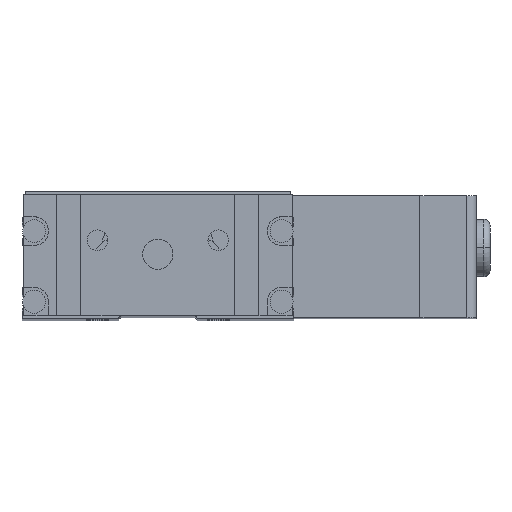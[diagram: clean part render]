
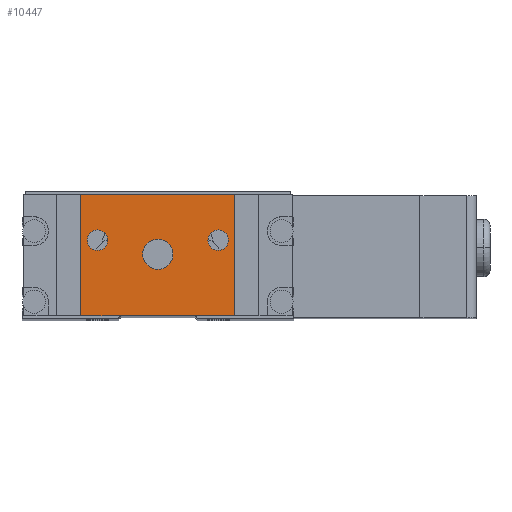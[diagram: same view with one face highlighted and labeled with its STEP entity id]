
A CAD part, top view. The second image highlights one B-rep face of the part: STEP entity #10447.
In plain terms, the highlighted planar face has unit normal (0, 0, 1).
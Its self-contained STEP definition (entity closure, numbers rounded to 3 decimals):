
#225 = CARTESIAN_POINT ( 'NONE',  ( 10., 2.33, 214.75 ) ) ;
#313 = VECTOR ( 'NONE', #6565, 1000. ) ;
#383 = DIRECTION ( 'NONE',  ( 1., 0., 0. ) ) ;
#564 = DIRECTION ( 'NONE',  ( 0., 0., 1. ) ) ;
#670 = EDGE_LOOP ( 'NONE', ( #3005, #18965, #8068, #4569 ) ) ;
#701 = VERTEX_POINT ( 'NONE', #19314 ) ;
#922 = FACE_BOUND ( 'NONE', #10327, .T. ) ;
#988 = AXIS2_PLACEMENT_3D ( 'NONE', #8381, #13573, #5676 ) ;
#1000 = VERTEX_POINT ( 'NONE', #8236 ) ;
#1224 = AXIS2_PLACEMENT_3D ( 'NONE', #12536, #564, #8140 ) ;
#1661 = CARTESIAN_POINT ( 'NONE',  ( -10., 2.33, 214.75 ) ) ;
#2070 = DIRECTION ( 'NONE',  ( 1., 0., 0. ) ) ;
#2293 = DIRECTION ( 'NONE',  ( 1., 0., 0. ) ) ;
#2421 = FACE_BOUND ( 'NONE', #4080, .T. ) ;
#3005 = ORIENTED_EDGE ( 'NONE', *, *, #17381, .T. ) ;
#3134 = VERTEX_POINT ( 'NONE', #14566 ) ;
#3221 = VECTOR ( 'NONE', #2070, 1000. ) ;
#3788 = AXIS2_PLACEMENT_3D ( 'NONE', #17372, #11458, #2293 ) ;
#3857 = EDGE_CURVE ( 'NONE', #14383, #8061, #13805, .T. ) ;
#4052 = LINE ( 'NONE', #17550, #3221 ) ;
#4080 = EDGE_LOOP ( 'NONE', ( #14670, #14906 ) ) ;
#4211 = CARTESIAN_POINT ( 'NONE',  ( 0., 0., 214.75 ) ) ;
#4214 = CARTESIAN_POINT ( 'NONE',  ( 11.7, 2.33, 214.75 ) ) ;
#4468 = CARTESIAN_POINT ( 'NONE',  ( 12.75, -10.17, 214.75 ) ) ;
#4569 = ORIENTED_EDGE ( 'NONE', *, *, #11362, .T. ) ;
#4794 = DIRECTION ( 'NONE',  ( 1., 0., 0. ) ) ;
#5175 = LINE ( 'NONE', #8073, #313 ) ;
#5676 = DIRECTION ( 'NONE',  ( 1., 0., 0. ) ) ;
#6312 = CIRCLE ( 'NONE', #19360, 1.7 ) ;
#6565 = DIRECTION ( 'NONE',  ( 0., 1., 0. ) ) ;
#6661 = CARTESIAN_POINT ( 'NONE',  ( -11.7, 2.33, 214.75 ) ) ;
#6678 = EDGE_CURVE ( 'NONE', #12072, #701, #16521, .T. ) ;
#6991 = DIRECTION ( 'NONE',  ( 1., 0., 0. ) ) ;
#7173 = VERTEX_POINT ( 'NONE', #4214 ) ;
#7301 = EDGE_CURVE ( 'NONE', #7173, #9523, #6312, .T. ) ;
#7596 = CIRCLE ( 'NONE', #1224, 1.7 ) ;
#7605 = VERTEX_POINT ( 'NONE', #14971 ) ;
#7788 = DIRECTION ( 'NONE',  ( 0., 1., 0. ) ) ;
#7969 = CIRCLE ( 'NONE', #19118, 1.7 ) ;
#8061 = VERTEX_POINT ( 'NONE', #17615 ) ;
#8068 = ORIENTED_EDGE ( 'NONE', *, *, #14275, .F. ) ;
#8073 = CARTESIAN_POINT ( 'NONE',  ( -12.75, 9.83, 214.75 ) ) ;
#8140 = DIRECTION ( 'NONE',  ( 1., 0., 0. ) ) ;
#8236 = CARTESIAN_POINT ( 'NONE',  ( -2.5, 0., 214.75 ) ) ;
#8381 = CARTESIAN_POINT ( 'NONE',  ( 0., 0., 214.75 ) ) ;
#8720 = VECTOR ( 'NONE', #7788, 1000. ) ;
#9006 = LINE ( 'NONE', #15284, #8720 ) ;
#9068 = DIRECTION ( 'NONE',  ( 0., 0., 1. ) ) ;
#9123 = DIRECTION ( 'NONE',  ( 0., 0., 1. ) ) ;
#9145 = DIRECTION ( 'NONE',  ( -1., 0., 0. ) ) ;
#9523 = VERTEX_POINT ( 'NONE', #15395 ) ;
#9569 = EDGE_CURVE ( 'NONE', #7605, #1000, #13053, .T. ) ;
#10192 = PLANE ( 'NONE',  #14995 ) ;
#10327 = EDGE_LOOP ( 'NONE', ( #15941, #17795 ) ) ;
#10447 = ADVANCED_FACE ( 'NONE', ( #12910, #18981, #2421, #922 ), #10192, .T. ) ;
#10957 = EDGE_CURVE ( 'NONE', #1000, #7605, #11815, .T. ) ;
#11362 = EDGE_CURVE ( 'NONE', #3134, #14620, #4052, .T. ) ;
#11458 = DIRECTION ( 'NONE',  ( 0., 0., 1. ) ) ;
#11815 = CIRCLE ( 'NONE', #988, 2.5 ) ;
#12072 = VERTEX_POINT ( 'NONE', #17946 ) ;
#12446 = CARTESIAN_POINT ( 'NONE',  ( -10., 2.33, 214.75 ) ) ;
#12536 = CARTESIAN_POINT ( 'NONE',  ( 10., 2.33, 214.75 ) ) ;
#12910 = FACE_BOUND ( 'NONE', #14956, .T. ) ;
#13053 = CIRCLE ( 'NONE', #3788, 2.5 ) ;
#13300 = DIRECTION ( 'NONE',  ( 0., 0., 1. ) ) ;
#13455 = EDGE_CURVE ( 'NONE', #9523, #7173, #7596, .T. ) ;
#13573 = DIRECTION ( 'NONE',  ( 0., 0., 1. ) ) ;
#13805 = CIRCLE ( 'NONE', #14109, 1.7 ) ;
#14109 = AXIS2_PLACEMENT_3D ( 'NONE', #1661, #9068, #18334 ) ;
#14248 = VECTOR ( 'NONE', #9145, 1000. ) ;
#14275 = EDGE_CURVE ( 'NONE', #3134, #701, #5175, .T. ) ;
#14383 = VERTEX_POINT ( 'NONE', #6661 ) ;
#14566 = CARTESIAN_POINT ( 'NONE',  ( -12.75, -10.17, 214.75 ) ) ;
#14620 = VERTEX_POINT ( 'NONE', #4468 ) ;
#14670 = ORIENTED_EDGE ( 'NONE', *, *, #3857, .F. ) ;
#14906 = ORIENTED_EDGE ( 'NONE', *, *, #19180, .F. ) ;
#14956 = EDGE_LOOP ( 'NONE', ( #16505, #17725 ) ) ;
#14971 = CARTESIAN_POINT ( 'NONE',  ( 2.5, 0., 214.75 ) ) ;
#14995 = AXIS2_PLACEMENT_3D ( 'NONE', #4211, #13300, #6991 ) ;
#15284 = CARTESIAN_POINT ( 'NONE',  ( 12.75, 9.83, 214.75 ) ) ;
#15395 = CARTESIAN_POINT ( 'NONE',  ( 8.3, 2.33, 214.75 ) ) ;
#15941 = ORIENTED_EDGE ( 'NONE', *, *, #9569, .F. ) ;
#16505 = ORIENTED_EDGE ( 'NONE', *, *, #13455, .F. ) ;
#16521 = LINE ( 'NONE', #18017, #14248 ) ;
#17372 = CARTESIAN_POINT ( 'NONE',  ( 0., 0., 214.75 ) ) ;
#17381 = EDGE_CURVE ( 'NONE', #14620, #12072, #9006, .T. ) ;
#17550 = CARTESIAN_POINT ( 'NONE',  ( -22.25, -10.17, 214.75 ) ) ;
#17615 = CARTESIAN_POINT ( 'NONE',  ( -8.3, 2.33, 214.75 ) ) ;
#17725 = ORIENTED_EDGE ( 'NONE', *, *, #7301, .F. ) ;
#17795 = ORIENTED_EDGE ( 'NONE', *, *, #10957, .F. ) ;
#17946 = CARTESIAN_POINT ( 'NONE',  ( 12.75, 9.83, 214.75 ) ) ;
#18017 = CARTESIAN_POINT ( 'NONE',  ( -22.25, 9.83, 214.75 ) ) ;
#18334 = DIRECTION ( 'NONE',  ( 1., 0., 0. ) ) ;
#18643 = DIRECTION ( 'NONE',  ( 0., 0., 1. ) ) ;
#18965 = ORIENTED_EDGE ( 'NONE', *, *, #6678, .T. ) ;
#18981 = FACE_OUTER_BOUND ( 'NONE', #670, .T. ) ;
#19118 = AXIS2_PLACEMENT_3D ( 'NONE', #12446, #18643, #383 ) ;
#19180 = EDGE_CURVE ( 'NONE', #8061, #14383, #7969, .T. ) ;
#19314 = CARTESIAN_POINT ( 'NONE',  ( -12.75, 9.83, 214.75 ) ) ;
#19360 = AXIS2_PLACEMENT_3D ( 'NONE', #225, #9123, #4794 ) ;
